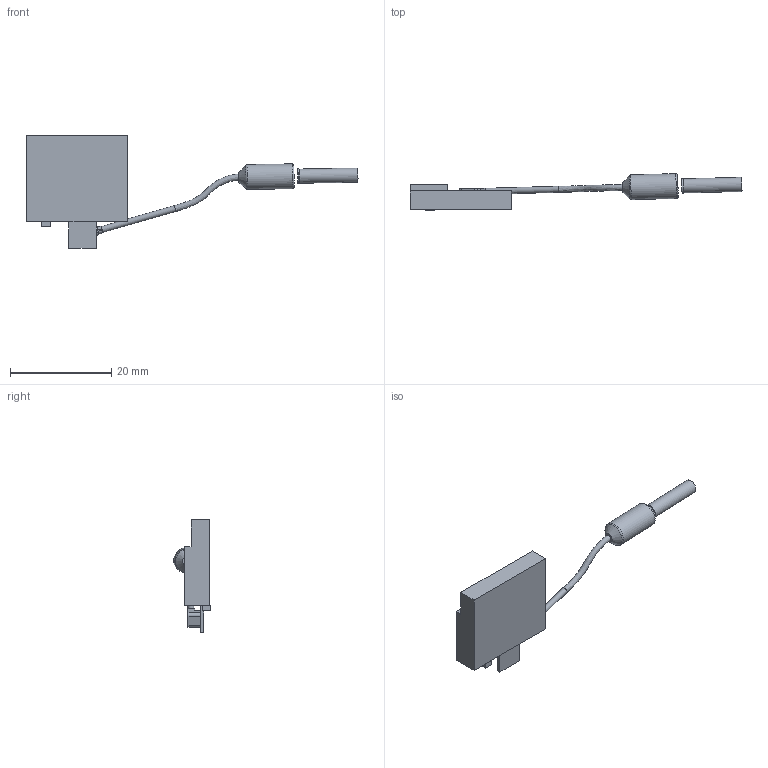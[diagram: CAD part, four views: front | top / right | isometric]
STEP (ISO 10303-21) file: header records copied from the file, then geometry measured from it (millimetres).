
FILE_DESCRIPTION(/* description */ (''),/* implementation_level */ '2;1');
FILE_NAME(/* name */ 'Eachine ATX03.step',/* time_stamp */ '2017-10-16T18:41:22+02:00',/* author */ ('gregsaun'),/* organization */ (''),/* preprocessor_version */ 'ST-DEVELOPER v16.13',/* originating_system */ 'Autodesk Translation Framework v6.5.0.72',/* authorisation */ '');
FILE_SCHEMA (('AUTOMOTIVE_DESIGN { 1 0 10303 214 3 1 1 }'));
Length unit declared in the file: millimetre
Products named in the file (3): Eachine ATX03 v19; Antenna Connector; Antenna Cable
Assembly tree (2 placements, depth 2):
  Eachine ATX03 v19
    Antenna Connector
    Antenna Cable
Bounding box: 65.5 x 7.22 x 22.2 mm (x, y, z)
Volume: 1721.4 mm3; surface area: 1535.8 mm2
Topology: 3 solids, 3 shells, 56 faces, 139 edges, 91 vertices
Faces by surface type: plane 35, cylinder 13, torus 5, cone 2, bspline 1
Full cylindrical faces by diameter (mm): 1.2 x1, 2.8 x1, 4.9 x1
Entity records: 1909 total; most frequent: CARTESIAN_POINT 441, DIRECTION 296, ORIENTED_EDGE 278, EDGE_CURVE 139, AXIS2_PLACEMENT_3D 102, LINE 92, VECTOR 92, VERTEX_POINT 91
